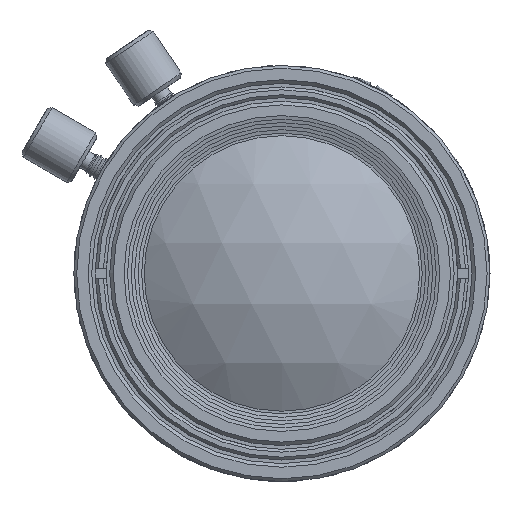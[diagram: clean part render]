
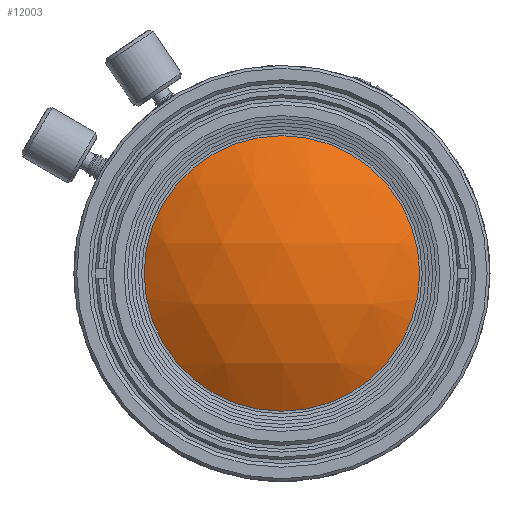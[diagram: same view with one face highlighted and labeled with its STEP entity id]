
A CAD part, left-side view. The second image highlights one B-rep face of the part: STEP entity #12003.
In plain terms, the highlighted spherical face has radius 17.5 mm.
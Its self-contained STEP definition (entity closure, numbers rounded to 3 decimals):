
#544=SPHERICAL_SURFACE('',#13949,17.5);
#2648=ORIENTED_EDGE('',*,*,#4534,.F.);
#4534=EDGE_CURVE('',#5744,#5744,#6818,.T.);
#5744=VERTEX_POINT('',#21210);
#6818=CIRCLE('',#13948,10.);
#8324=EDGE_LOOP('',(#2648));
#10268=FACE_BOUND('',#8324,.T.);
#12003=ADVANCED_FACE('',(#10268),#544,.T.);
#13948=AXIS2_PLACEMENT_3D('',#21209,#17204,#17205);
#13949=AXIS2_PLACEMENT_3D('',#21211,#17206,#17207);
#17204=DIRECTION('',(1.,0.,0.));
#17205=DIRECTION('',(0.,1.,0.));
#17206=DIRECTION('',(0.,0.,1.));
#17207=DIRECTION('',(1.,0.,0.));
#21209=CARTESIAN_POINT('',(-53.999,0.,0.));
#21210=CARTESIAN_POINT('',(-53.999,10.,0.));
#21211=CARTESIAN_POINT('',(-39.637,0.,0.));
